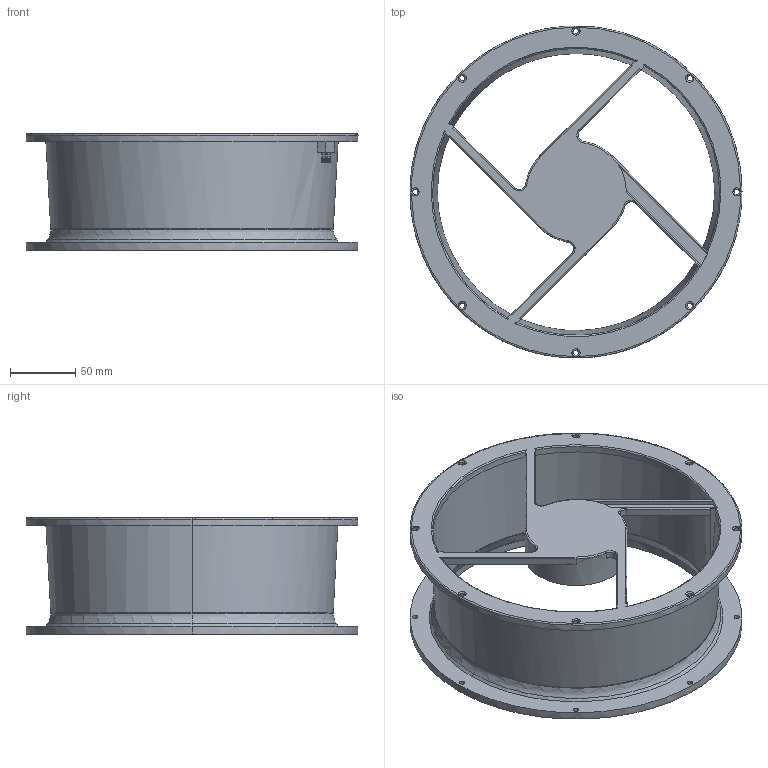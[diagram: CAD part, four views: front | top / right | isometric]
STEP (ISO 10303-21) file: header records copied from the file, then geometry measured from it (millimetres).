
FILE_DESCRIPTION (( 'STEP AP203' ), '1' );
FILE_NAME ('OD254AP Frame Only.stp', '2020-08-18T18:51:25', ( '' ), ( '' ), 'SwSTEP 2.0', 'SolidWorks 2018', '' );
FILE_SCHEMA (( 'CONFIG_CONTROL_DESIGN' ));
Length unit declared in the file: millimetre
Products named in the file (1): OD254AP Frame Only
Bounding box: 254 x 253.74 x 89 mm (x, y, z)
Volume: 406522.3 mm3; surface area: 200356.7 mm2
Topology: 3 solids, 3 shells, 211 faces, 577 edges, 362 vertices
Faces by surface type: bspline 138, plane 71, torus 2
Entity records: 10925 total; most frequent: CARTESIAN_POINT 6914, ORIENTED_EDGE 1154, EDGE_CURVE 577, VERTEX_POINT 362, DIRECTION 358, B_SPLINE_CURVE_WITH_KNOTS 245, EDGE_LOOP 245, ADVANCED_FACE 211
